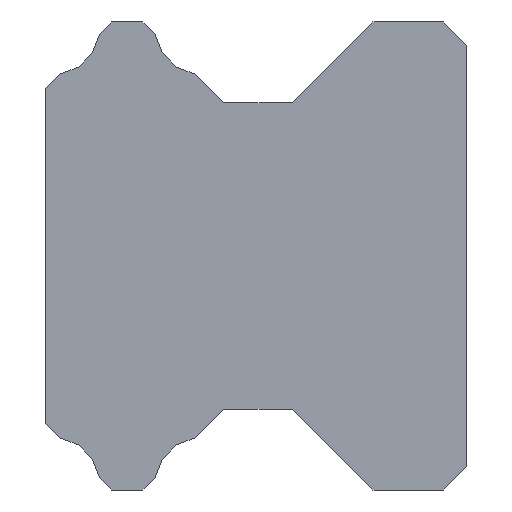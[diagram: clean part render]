
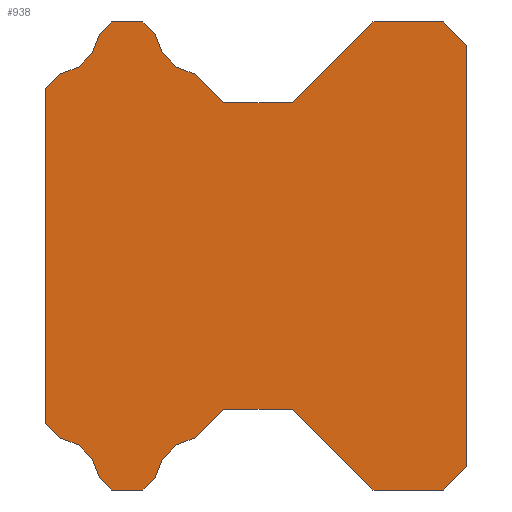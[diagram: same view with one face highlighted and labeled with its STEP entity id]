
A CAD part, left-side view. The second image highlights one B-rep face of the part: STEP entity #938.
In plain terms, the highlighted planar face has unit normal (-1, 0, 0).
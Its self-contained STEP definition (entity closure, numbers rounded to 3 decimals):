
#216=CARTESIAN_POINT('Vertex',(-30.,13.829,10.)) ;
#221=CARTESIAN_POINT('Line Origine',(-30.,13.572,9.743)) ;
#225=CARTESIAN_POINT('Vertex',(-30.,13.314,9.485)) ;
#252=CARTESIAN_POINT('Axis2P3D Location',(-30.,11.279,9.802)) ;
#256=CARTESIAN_POINT('Vertex',(-30.,11.595,7.766)) ;
#283=CARTESIAN_POINT('Line Origine',(-30.,10.987,7.158)) ;
#287=CARTESIAN_POINT('Vertex',(-30.,10.379,6.55)) ;
#314=CARTESIAN_POINT('Line Origine',(-30.,8.915,6.55)) ;
#318=CARTESIAN_POINT('Vertex',(-30.,7.45,6.55)) ;
#345=CARTESIAN_POINT('Line Origine',(-30.,5.725,8.275)) ;
#349=CARTESIAN_POINT('Vertex',(-30.,4.,10.)) ;
#376=CARTESIAN_POINT('Line Origine',(-30.,2.5,10.)) ;
#380=CARTESIAN_POINT('Vertex',(-30.,1.,10.)) ;
#407=CARTESIAN_POINT('Line Origine',(-30.,0.5,9.5)) ;
#411=CARTESIAN_POINT('Vertex',(-30.,0.,9.)) ;
#442=CARTESIAN_POINT('Vertex',(-30.,0.,-9.)) ;
#447=CARTESIAN_POINT('Line Origine',(-30.,0.5,-9.5)) ;
#451=CARTESIAN_POINT('Vertex',(-30.,1.,-10.)) ;
#478=CARTESIAN_POINT('Line Origine',(-30.,2.5,-10.)) ;
#482=CARTESIAN_POINT('Vertex',(-30.,4.,-10.)) ;
#509=CARTESIAN_POINT('Line Origine',(-30.,5.725,-8.275)) ;
#513=CARTESIAN_POINT('Vertex',(-30.,7.45,-6.55)) ;
#540=CARTESIAN_POINT('Line Origine',(-30.,8.915,-6.55)) ;
#544=CARTESIAN_POINT('Vertex',(-30.,10.379,-6.55)) ;
#571=CARTESIAN_POINT('Line Origine',(-30.,10.987,-7.158)) ;
#575=CARTESIAN_POINT('Vertex',(-30.,11.595,-7.766)) ;
#602=CARTESIAN_POINT('Axis2P3D Location',(-30.,11.279,-9.802)) ;
#606=CARTESIAN_POINT('Vertex',(-30.,13.314,-9.485)) ;
#633=CARTESIAN_POINT('Line Origine',(-30.,13.572,-9.743)) ;
#637=CARTESIAN_POINT('Vertex',(-30.,13.829,-10.)) ;
#659=CARTESIAN_POINT('Line Origine',(-30.,14.495,-10.)) ;
#663=CARTESIAN_POINT('Vertex',(-30.,15.16,-10.)) ;
#690=CARTESIAN_POINT('Line Origine',(-30.,15.424,-9.736)) ;
#694=CARTESIAN_POINT('Vertex',(-30.,15.687,-9.473)) ;
#721=CARTESIAN_POINT('Axis2P3D Location',(-30.,17.721,-9.802)) ;
#725=CARTESIAN_POINT('Vertex',(-30.,17.392,-7.768)) ;
#752=CARTESIAN_POINT('Line Origine',(-30.,17.696,-7.464)) ;
#756=CARTESIAN_POINT('Vertex',(-30.,18.,-7.16)) ;
#787=CARTESIAN_POINT('Vertex',(-30.,18.,7.16)) ;
#792=CARTESIAN_POINT('Line Origine',(-30.,17.696,7.464)) ;
#796=CARTESIAN_POINT('Vertex',(-30.,17.392,7.768)) ;
#823=CARTESIAN_POINT('Axis2P3D Location',(-30.,17.721,9.802)) ;
#827=CARTESIAN_POINT('Vertex',(-30.,15.687,9.473)) ;
#854=CARTESIAN_POINT('Line Origine',(-30.,15.424,9.736)) ;
#858=CARTESIAN_POINT('Vertex',(-30.,15.16,10.)) ;
#880=CARTESIAN_POINT('Line Origine',(-30.,14.495,10.)) ;
#897=CARTESIAN_POINT('Axis2P3D Location',(-30.,0.,0.)) ;
#902=CARTESIAN_POINT('Line Origine',(-30.,18.,0.)) ;
#907=CARTESIAN_POINT('Line Origine',(-30.,0.,0.)) ;
#222=DIRECTION('Vector Direction',(0.,-0.707,-0.707)) ;
#253=DIRECTION('Axis2P3D Direction',(1.,-0.,0.)) ;
#284=DIRECTION('Vector Direction',(0.,-0.707,-0.707)) ;
#315=DIRECTION('Vector Direction',(0.,-1.,0.)) ;
#346=DIRECTION('Vector Direction',(0.,-0.707,0.707)) ;
#377=DIRECTION('Vector Direction',(0.,-1.,0.)) ;
#408=DIRECTION('Vector Direction',(0.,-0.707,-0.707)) ;
#448=DIRECTION('Vector Direction',(0.,0.707,-0.707)) ;
#479=DIRECTION('Vector Direction',(0.,1.,0.)) ;
#510=DIRECTION('Vector Direction',(0.,0.707,0.707)) ;
#541=DIRECTION('Vector Direction',(0.,1.,0.)) ;
#572=DIRECTION('Vector Direction',(0.,0.707,-0.707)) ;
#603=DIRECTION('Axis2P3D Direction',(1.,-0.,0.)) ;
#634=DIRECTION('Vector Direction',(0.,0.707,-0.707)) ;
#660=DIRECTION('Vector Direction',(0.,1.,0.)) ;
#691=DIRECTION('Vector Direction',(0.,0.707,0.707)) ;
#722=DIRECTION('Axis2P3D Direction',(1.,-0.,0.)) ;
#753=DIRECTION('Vector Direction',(0.,0.707,0.707)) ;
#793=DIRECTION('Vector Direction',(0.,-0.707,0.707)) ;
#824=DIRECTION('Axis2P3D Direction',(1.,-0.,0.)) ;
#855=DIRECTION('Vector Direction',(0.,-0.707,0.707)) ;
#881=DIRECTION('Vector Direction',(0.,-1.,0.)) ;
#898=DIRECTION('Axis2P3D Direction',(1.,-0.,0.)) ;
#899=DIRECTION('Axis2P3D XDirection',(0.,0.,-1.)) ;
#903=DIRECTION('Vector Direction',(0.,0.,1.)) ;
#908=DIRECTION('Vector Direction',(0.,0.,-1.)) ;
#254=AXIS2_PLACEMENT_3D('Circle Axis2P3D',#252,#253,$) ;
#604=AXIS2_PLACEMENT_3D('Circle Axis2P3D',#602,#603,$) ;
#723=AXIS2_PLACEMENT_3D('Circle Axis2P3D',#721,#722,$) ;
#825=AXIS2_PLACEMENT_3D('Circle Axis2P3D',#823,#824,$) ;
#900=AXIS2_PLACEMENT_3D('Plane Axis2P3D',#897,#898,#899) ;
#913=ORIENTED_EDGE('',*,*,#884,.F.) ;
#914=ORIENTED_EDGE('',*,*,#860,.F.) ;
#915=ORIENTED_EDGE('',*,*,#829,.F.) ;
#916=ORIENTED_EDGE('',*,*,#798,.F.) ;
#917=ORIENTED_EDGE('',*,*,#906,.F.) ;
#918=ORIENTED_EDGE('',*,*,#758,.F.) ;
#919=ORIENTED_EDGE('',*,*,#727,.F.) ;
#920=ORIENTED_EDGE('',*,*,#696,.F.) ;
#921=ORIENTED_EDGE('',*,*,#665,.F.) ;
#922=ORIENTED_EDGE('',*,*,#639,.F.) ;
#923=ORIENTED_EDGE('',*,*,#608,.F.) ;
#924=ORIENTED_EDGE('',*,*,#577,.F.) ;
#925=ORIENTED_EDGE('',*,*,#546,.F.) ;
#926=ORIENTED_EDGE('',*,*,#515,.F.) ;
#927=ORIENTED_EDGE('',*,*,#484,.F.) ;
#928=ORIENTED_EDGE('',*,*,#453,.F.) ;
#929=ORIENTED_EDGE('',*,*,#911,.F.) ;
#930=ORIENTED_EDGE('',*,*,#413,.F.) ;
#931=ORIENTED_EDGE('',*,*,#382,.F.) ;
#932=ORIENTED_EDGE('',*,*,#351,.F.) ;
#933=ORIENTED_EDGE('',*,*,#320,.F.) ;
#934=ORIENTED_EDGE('',*,*,#289,.F.) ;
#935=ORIENTED_EDGE('',*,*,#258,.F.) ;
#936=ORIENTED_EDGE('',*,*,#227,.F.) ;
#223=VECTOR('Line Direction',#222,1.) ;
#285=VECTOR('Line Direction',#284,1.) ;
#316=VECTOR('Line Direction',#315,1.) ;
#347=VECTOR('Line Direction',#346,1.) ;
#378=VECTOR('Line Direction',#377,1.) ;
#409=VECTOR('Line Direction',#408,1.) ;
#449=VECTOR('Line Direction',#448,1.) ;
#480=VECTOR('Line Direction',#479,1.) ;
#511=VECTOR('Line Direction',#510,1.) ;
#542=VECTOR('Line Direction',#541,1.) ;
#573=VECTOR('Line Direction',#572,1.) ;
#635=VECTOR('Line Direction',#634,1.) ;
#661=VECTOR('Line Direction',#660,1.) ;
#692=VECTOR('Line Direction',#691,1.) ;
#754=VECTOR('Line Direction',#753,1.) ;
#794=VECTOR('Line Direction',#793,1.) ;
#856=VECTOR('Line Direction',#855,1.) ;
#882=VECTOR('Line Direction',#881,1.) ;
#904=VECTOR('Line Direction',#903,1.) ;
#909=VECTOR('Line Direction',#908,1.) ;
#938=ADVANCED_FACE('HSV20_Rail',(#937),#901,.F.) ;
#255=CIRCLE('generated circle',#254,2.06) ;
#605=CIRCLE('generated circle',#604,2.06) ;
#724=CIRCLE('generated circle',#723,2.06) ;
#826=CIRCLE('generated circle',#825,2.06) ;
#227=EDGE_CURVE('',#217,#226,#224,.T.) ;
#258=EDGE_CURVE('',#226,#257,#255,.F.) ;
#289=EDGE_CURVE('',#257,#288,#286,.T.) ;
#320=EDGE_CURVE('',#288,#319,#317,.T.) ;
#351=EDGE_CURVE('',#319,#350,#348,.T.) ;
#382=EDGE_CURVE('',#350,#381,#379,.T.) ;
#413=EDGE_CURVE('',#381,#412,#410,.T.) ;
#453=EDGE_CURVE('',#443,#452,#450,.T.) ;
#484=EDGE_CURVE('',#452,#483,#481,.T.) ;
#515=EDGE_CURVE('',#483,#514,#512,.T.) ;
#546=EDGE_CURVE('',#514,#545,#543,.T.) ;
#577=EDGE_CURVE('',#545,#576,#574,.T.) ;
#608=EDGE_CURVE('',#576,#607,#605,.F.) ;
#639=EDGE_CURVE('',#607,#638,#636,.T.) ;
#665=EDGE_CURVE('',#638,#664,#662,.T.) ;
#696=EDGE_CURVE('',#664,#695,#693,.T.) ;
#727=EDGE_CURVE('',#695,#726,#724,.F.) ;
#758=EDGE_CURVE('',#726,#757,#755,.T.) ;
#798=EDGE_CURVE('',#788,#797,#795,.T.) ;
#829=EDGE_CURVE('',#797,#828,#826,.F.) ;
#860=EDGE_CURVE('',#828,#859,#857,.T.) ;
#884=EDGE_CURVE('',#859,#217,#883,.T.) ;
#906=EDGE_CURVE('',#757,#788,#905,.T.) ;
#911=EDGE_CURVE('',#412,#443,#910,.T.) ;
#912=EDGE_LOOP('',(#913,#914,#915,#916,#917,#918,#919,#920,#921,#922,#923,#924,#925,#926,#927,#928,#929,#930,#931,#932,#933,#934,#935,#936)) ;
#937=FACE_OUTER_BOUND('',#912,.T.) ;
#224=LINE('Line',#221,#223) ;
#286=LINE('Line',#283,#285) ;
#317=LINE('Line',#314,#316) ;
#348=LINE('Line',#345,#347) ;
#379=LINE('Line',#376,#378) ;
#410=LINE('Line',#407,#409) ;
#450=LINE('Line',#447,#449) ;
#481=LINE('Line',#478,#480) ;
#512=LINE('Line',#509,#511) ;
#543=LINE('Line',#540,#542) ;
#574=LINE('Line',#571,#573) ;
#636=LINE('Line',#633,#635) ;
#662=LINE('Line',#659,#661) ;
#693=LINE('Line',#690,#692) ;
#755=LINE('Line',#752,#754) ;
#795=LINE('Line',#792,#794) ;
#857=LINE('Line',#854,#856) ;
#883=LINE('Line',#880,#882) ;
#905=LINE('Line',#902,#904) ;
#910=LINE('Line',#907,#909) ;
#901=PLANE('',#900) ;
#217=VERTEX_POINT('',#216) ;
#226=VERTEX_POINT('',#225) ;
#257=VERTEX_POINT('',#256) ;
#288=VERTEX_POINT('',#287) ;
#319=VERTEX_POINT('',#318) ;
#350=VERTEX_POINT('',#349) ;
#381=VERTEX_POINT('',#380) ;
#412=VERTEX_POINT('',#411) ;
#443=VERTEX_POINT('',#442) ;
#452=VERTEX_POINT('',#451) ;
#483=VERTEX_POINT('',#482) ;
#514=VERTEX_POINT('',#513) ;
#545=VERTEX_POINT('',#544) ;
#576=VERTEX_POINT('',#575) ;
#607=VERTEX_POINT('',#606) ;
#638=VERTEX_POINT('',#637) ;
#664=VERTEX_POINT('',#663) ;
#695=VERTEX_POINT('',#694) ;
#726=VERTEX_POINT('',#725) ;
#757=VERTEX_POINT('',#756) ;
#788=VERTEX_POINT('',#787) ;
#797=VERTEX_POINT('',#796) ;
#828=VERTEX_POINT('',#827) ;
#859=VERTEX_POINT('',#858) ;
